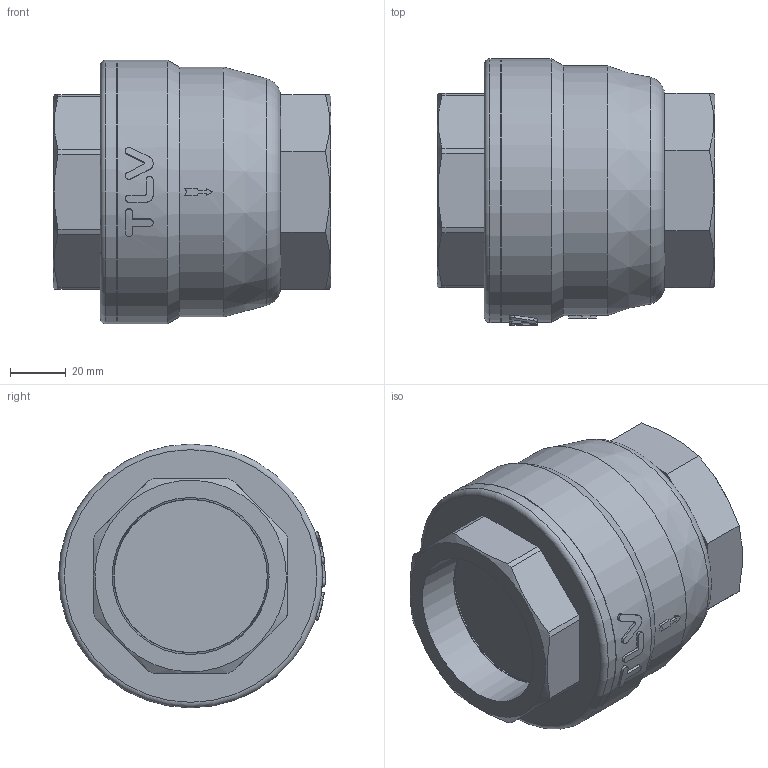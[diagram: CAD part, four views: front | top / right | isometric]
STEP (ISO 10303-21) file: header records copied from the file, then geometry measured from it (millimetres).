
FILE_DESCRIPTION((''),'2;1');
FILE_NAME('ck3t0-050-screw-00.stp','2009-11-17T09:56:33',('nakaot'),(''),'Autodesk Inventor 2008','Autodesk Inventor 2008','');
FILE_SCHEMA(('AUTOMOTIVE_DESIGN { 1 0 10303 214 1 1 1 1 }'));
Length unit declared in the file: millimetre
Products named in the file (1): ck3t0-050-screw-00
Bounding box: 100 x 96 x 95 mm (x, y, z)
Volume: 477846.4 mm3; surface area: 52875.1 mm2
Topology: 1 solids, 1 shells, 88 faces, 218 edges, 144 vertices
Faces by surface type: plane 37, bspline 29, cylinder 16, cone 4, torus 2
Full cylindrical faces by diameter (mm): 60 x1, 90 x1, 95 x2
Entity records: 8432 total; most frequent: CARTESIAN_POINT 6580, ORIENTED_EDGE 402, DIRECTION 292, EDGE_CURVE 201, VERTEX_POINT 141, EDGE_LOOP 114, AXIS2_PLACEMENT_3D 104, FACE_OUTER_BOUND 88
